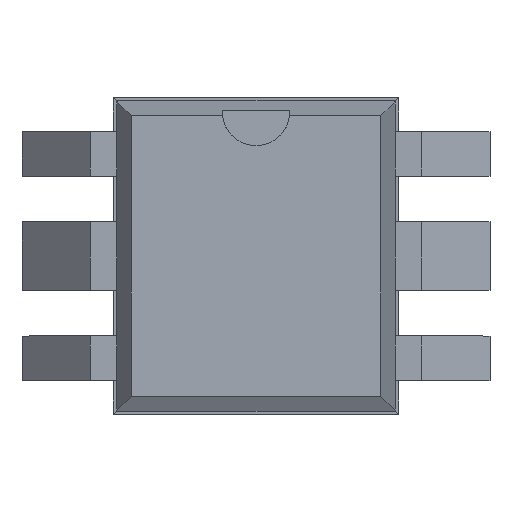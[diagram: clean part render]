
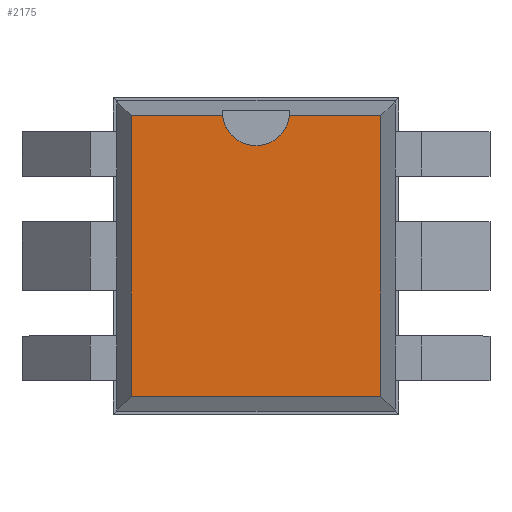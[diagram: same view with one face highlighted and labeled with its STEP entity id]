
A CAD part, top view. The second image highlights one B-rep face of the part: STEP entity #2175.
In plain terms, the highlighted planar face has unit normal (0, 0, 1).
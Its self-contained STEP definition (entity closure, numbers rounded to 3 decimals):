
#26=VECTOR('',#27,1.);
#27=DIRECTION('',(0.,1.,0.));
#33=VECTOR('',#34,1.);
#34=DIRECTION('',(-1.,0.,0.));
#40=VECTOR('',#41,1.);
#41=DIRECTION('',(0.,-1.,0.));
#45=VECTOR('',#46,1.);
#46=DIRECTION('',(1.,0.,0.));
#49=DIRECTION('',(0.,0.,-1.));
#1133=VERTEX_POINT('',#1134);
#1134=CARTESIAN_POINT('',(7.856,0.586,3.68));
#1136=ORIENTED_EDGE('',*,*,#1137,.F.);
#1137=EDGE_CURVE('',#1138,#1133,#1140,.T.);
#1138=VERTEX_POINT('',#1139);
#1139=CARTESIAN_POINT('',(7.856,-5.666,3.68));
#1140=LINE('',#1139,#26);
#1485=VERTEX_POINT('',#1486);
#1486=CARTESIAN_POINT('',(2.304,0.586,3.68));
#1488=ORIENTED_EDGE('',*,*,#1489,.F.);
#1489=EDGE_CURVE('',#1490,#1485,#1492,.T.);
#1490=VERTEX_POINT('',#1491);
#1491=CARTESIAN_POINT('',(4.334,0.586,3.68));
#1492=LINE('',#1134,#33);
#1706=VERTEX_POINT('',#1707);
#1707=CARTESIAN_POINT('',(5.826,0.586,3.68));
#1809=ORIENTED_EDGE('',*,*,#1810,.F.);
#1810=EDGE_CURVE('',#1133,#1706,#1492,.T.);
#1827=VERTEX_POINT('',#1828);
#1828=CARTESIAN_POINT('',(2.304,-5.666,3.68));
#1830=ORIENTED_EDGE('',*,*,#1831,.F.);
#1831=EDGE_CURVE('',#1485,#1827,#1832,.T.);
#1832=LINE('',#1486,#40);
#2170=ORIENTED_EDGE('',*,*,#2171,.F.);
#2171=EDGE_CURVE('',#1827,#1138,#2172,.T.);
#2172=LINE('',#1828,#45);
#2175=ADVANCED_FACE('',(#2176),#2188,.F.);
#2176=FACE_BOUND('',#2177,.F.);
#2177=EDGE_LOOP('',(#1136,#2170,#1830,#1488,#2178,#2186,#1809));
#2178=ORIENTED_EDGE('',*,*,#2179,.F.);
#2179=EDGE_CURVE('',#2180,#1490,#2182,.T.);
#2180=VERTEX_POINT('',#2181);
#2181=CARTESIAN_POINT('',(5.08,-0.089,3.68));
#2182=CIRCLE('',#2183,0.75);
#2183=AXIS2_PLACEMENT_3D('',#2184,#2185,#41);
#2184=CARTESIAN_POINT('',(5.08,0.661,3.68));
#2185=DIRECTION('',(0.,0.,-1.));
#2186=ORIENTED_EDGE('',*,*,#2187,.F.);
#2187=EDGE_CURVE('',#1706,#2180,#2182,.T.);
#2188=PLANE('',#2189);
#2189=AXIS2_PLACEMENT_3D('',#1139,#49,#2190);
#2190=DIRECTION('',(-0.664,0.748,0.));
